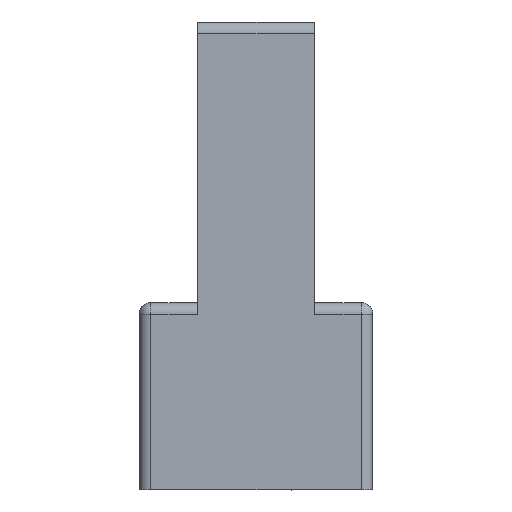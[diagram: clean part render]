
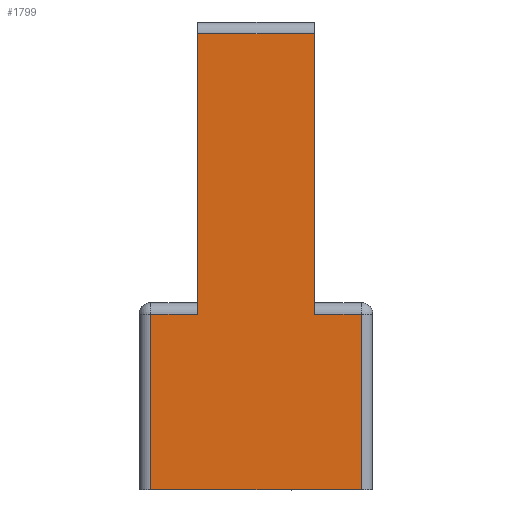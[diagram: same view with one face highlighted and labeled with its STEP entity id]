
A CAD part, left-side view. The second image highlights one B-rep face of the part: STEP entity #1799.
In plain terms, the highlighted planar face has unit normal (-1, 0, 0).
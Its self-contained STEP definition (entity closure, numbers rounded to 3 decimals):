
#54=PLANE('',#1967);
#277=FACE_OUTER_BOUND('',#383,.T.);
#383=EDGE_LOOP('',(#1601,#1602,#1603,#1604,#1605,#1606,#1607,#1608));
#552=LINE('',#7428,#660);
#557=LINE('',#7440,#665);
#575=LINE('',#7502,#683);
#587=LINE('',#7558,#695);
#589=LINE('',#7563,#697);
#590=LINE('',#7566,#698);
#591=LINE('',#7568,#699);
#592=LINE('',#7569,#700);
#660=VECTOR('',#2210,10.);
#665=VECTOR('',#2221,10.);
#683=VECTOR('',#2273,10.);
#695=VECTOR('',#2321,10.);
#697=VECTOR('',#2327,10.);
#698=VECTOR('',#2330,10.);
#699=VECTOR('',#2331,10.);
#700=VECTOR('',#2332,10.);
#833=VERTEX_POINT('',#7425);
#834=VERTEX_POINT('',#7427);
#838=VERTEX_POINT('',#7439);
#865=VERTEX_POINT('',#7500);
#871=VERTEX_POINT('',#7525);
#875=VERTEX_POINT('',#7557);
#877=VERTEX_POINT('',#7565);
#878=VERTEX_POINT('',#7567);
#1065=EDGE_CURVE('',#833,#834,#552,.T.);
#1071=EDGE_CURVE('',#834,#838,#557,.T.);
#1103=EDGE_CURVE('',#865,#833,#575,.T.);
#1123=EDGE_CURVE('',#871,#875,#587,.T.);
#1126=EDGE_CURVE('',#838,#871,#589,.T.);
#1127=EDGE_CURVE('',#877,#865,#590,.T.);
#1128=EDGE_CURVE('',#878,#877,#591,.T.);
#1129=EDGE_CURVE('',#875,#878,#592,.T.);
#1601=ORIENTED_EDGE('',*,*,#1065,.F.);
#1602=ORIENTED_EDGE('',*,*,#1103,.F.);
#1603=ORIENTED_EDGE('',*,*,#1127,.F.);
#1604=ORIENTED_EDGE('',*,*,#1128,.F.);
#1605=ORIENTED_EDGE('',*,*,#1129,.F.);
#1606=ORIENTED_EDGE('',*,*,#1123,.F.);
#1607=ORIENTED_EDGE('',*,*,#1126,.F.);
#1608=ORIENTED_EDGE('',*,*,#1071,.F.);
#1799=ADVANCED_FACE('',(#277),#54,.T.);
#1967=AXIS2_PLACEMENT_3D('',#7564,#2328,#2329);
#2210=DIRECTION('',(0.,-1.,0.));
#2221=DIRECTION('',(0.,0.,-1.));
#2273=DIRECTION('',(0.,0.,1.));
#2321=DIRECTION('',(0.,0.,-1.));
#2327=DIRECTION('',(0.,-1.,0.));
#2328=DIRECTION('center_axis',(-1.,0.,0.));
#2329=DIRECTION('ref_axis',(0.,0.,1.));
#2330=DIRECTION('',(0.,-1.,0.));
#2331=DIRECTION('',(0.,0.,1.));
#2332=DIRECTION('',(0.,1.,0.));
#7425=CARTESIAN_POINT('',(-17.5,5.,12.269));
#7427=CARTESIAN_POINT('',(-17.5,0.,12.269));
#7428=CARTESIAN_POINT('',(-17.5,0.,12.269));
#7439=CARTESIAN_POINT('',(-17.5,0.,0.269));
#7440=CARTESIAN_POINT('',(-17.5,0.,12.769));
#7500=CARTESIAN_POINT('',(-17.5,5.,0.269));
#7502=CARTESIAN_POINT('',(-17.5,5.,12.769));
#7525=CARTESIAN_POINT('',(-17.5,-2.,0.269));
#7557=CARTESIAN_POINT('',(-17.5,-2.,-7.231));
#7558=CARTESIAN_POINT('',(-17.5,-2.,-7.231));
#7563=CARTESIAN_POINT('',(-17.5,-0.625,0.269));
#7564=CARTESIAN_POINT('Origin',(-17.5,0.,-7.231));
#7565=CARTESIAN_POINT('',(-17.5,7.,0.269));
#7566=CARTESIAN_POINT('',(-17.5,3.125,0.269));
#7567=CARTESIAN_POINT('',(-17.5,7.,-7.231));
#7568=CARTESIAN_POINT('',(-17.5,7.,-7.231));
#7569=CARTESIAN_POINT('',(-17.5,0.,-7.231));
